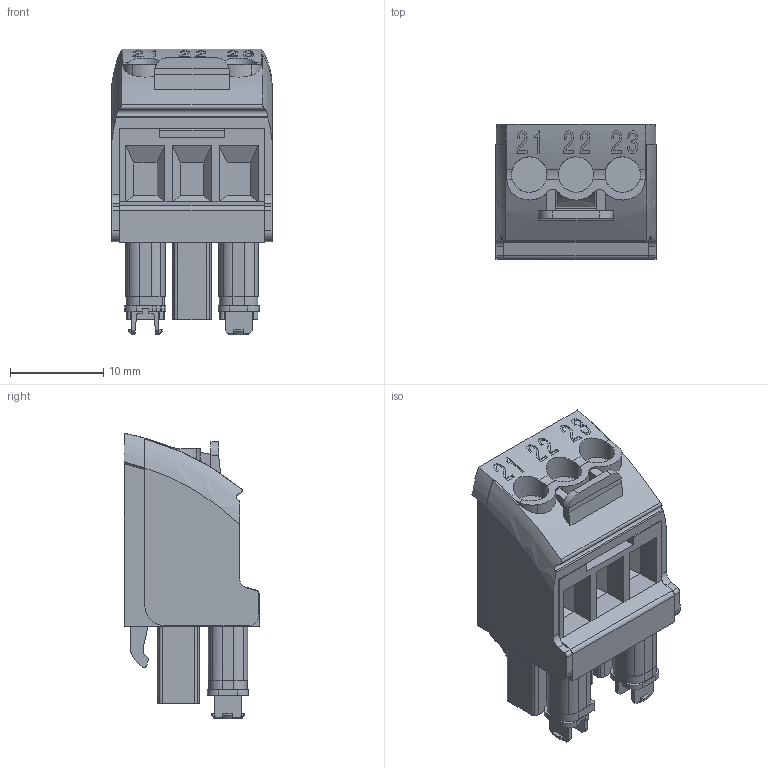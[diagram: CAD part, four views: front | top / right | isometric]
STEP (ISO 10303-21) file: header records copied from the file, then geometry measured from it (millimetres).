
FILE_DESCRIPTION(('CATIA V5 STEP Exchange','CAx-IF Rec.Pracs.--- Model Styling and Organization---1.5--- 2016-08-15','CAx-IF Rec.Pracs.---Supplemental Geometry---1.0---2011-11-01','CAx-IF Rec.Pracs.--- Composite Materials ---1.1---2010-07-15'),'2;1');
FILE_NAME ('12613494_2', '2025-02-06T09:40:27+00:00', ('none'), ('Weidmueller'), 'CATIA Version 5-6 Release 2022 SP4 HF5', 'CATIA V5 STEP AP214 v3', 'none');
FILE_SCHEMA(('AUTOMOTIVE_DESIGN { 1 0 10303 214 1 1 1 1 }'));
Length unit declared in the file: millimetre
Products named in the file (1): S3D_BHZ_5-00_03_BK_BK_PRT_21
Bounding box: 17.15 x 14.5 x 30.58 mm (x, y, z)
Volume: 4039.6 mm3; surface area: 3223.8 mm2
Topology: 1 solids, 1 shells, 615 faces, 1863 edges, 1264 vertices
Faces by surface type: plane 460, cylinder 102, extrusion 43, revolution 8, bspline 2
Entity records: 22373 total; most frequent: CARTESIAN_POINT 6358, ORIENTED_EDGE 3726, DIRECTION 2349, EDGE_CURVE 1863, VERTEX_POINT 1264, VECTOR 1109, LINE 1066, AXIS2_PLACEMENT_3D 728
